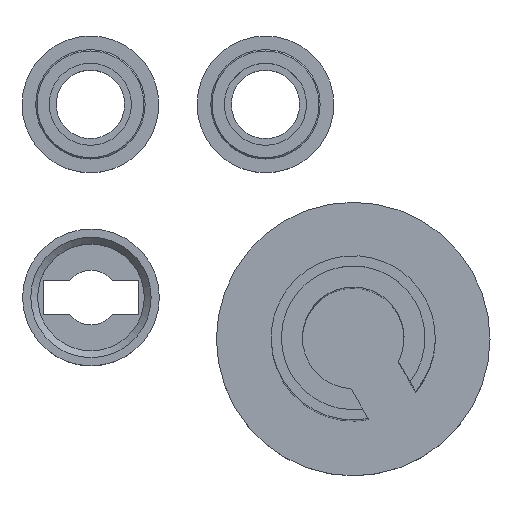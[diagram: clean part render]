
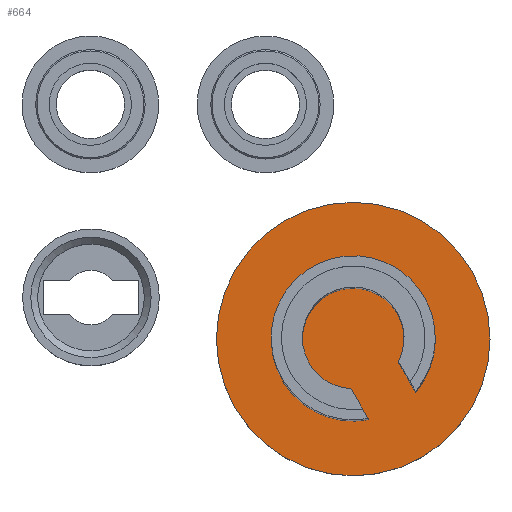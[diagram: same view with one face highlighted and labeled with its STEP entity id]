
A CAD part, top view. The second image highlights one B-rep face of the part: STEP entity #664.
In plain terms, the highlighted planar face has unit normal (0, 0, 1).
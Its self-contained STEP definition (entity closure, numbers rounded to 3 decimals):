
#664 = ADVANCED_FACE('',(#665,#701),#678,.F.);
#665 = FACE_BOUND('',#666,.T.);
#666 = EDGE_LOOP('',(#667));
#667 = ORIENTED_EDGE('',*,*,#668,.F.);
#668 = EDGE_CURVE('',#669,#669,#671,.T.);
#669 = VERTEX_POINT('',#670);
#670 = CARTESIAN_POINT('',(32.876,-7.16,5.5));
#671 = SURFACE_CURVE('',#672,(#677,#689),.PCURVE_S1.);
#672 = CIRCLE('',#673,10.);
#673 = AXIS2_PLACEMENT_3D('',#674,#675,#676);
#674 = CARTESIAN_POINT('',(24.216,-12.16,5.5));
#675 = DIRECTION('',(0.,0.,-1.));
#676 = DIRECTION('',(-0.866,-0.5,0.));
#677 = PCURVE('',#678,#683);
#678 = PLANE('',#679);
#679 = AXIS2_PLACEMENT_3D('',#680,#681,#682);
#680 = CARTESIAN_POINT('',(24.216,-12.16,5.5));
#681 = DIRECTION('',(0.,0.,-1.));
#682 = DIRECTION('',(-0.866,-0.5,0.));
#683 = DEFINITIONAL_REPRESENTATION('',(#684),#688);
#684 = CIRCLE('',#685,10.);
#685 = AXIS2_PLACEMENT_2D('',#686,#687);
#686 = CARTESIAN_POINT('',(0.,0.));
#687 = DIRECTION('',(1.,0.));
#688 = ( GEOMETRIC_REPRESENTATION_CONTEXT(2) 
PARAMETRIC_REPRESENTATION_CONTEXT() REPRESENTATION_CONTEXT('2D SPACE',''
  ) );
#689 = PCURVE('',#690,#695);
#690 = CYLINDRICAL_SURFACE('',#691,10.);
#691 = AXIS2_PLACEMENT_3D('',#692,#693,#694);
#692 = CARTESIAN_POINT('',(24.216,-12.16,5.5));
#693 = DIRECTION('',(0.,0.,-1.));
#694 = DIRECTION('',(-0.866,-0.5,0.));
#695 = DEFINITIONAL_REPRESENTATION('',(#696),#700);
#696 = LINE('',#697,#698);
#697 = CARTESIAN_POINT('',(-6.283,0.));
#698 = VECTOR('',#699,1.);
#699 = DIRECTION('',(1.,0.));
#700 = ( GEOMETRIC_REPRESENTATION_CONTEXT(2) 
PARAMETRIC_REPRESENTATION_CONTEXT() REPRESENTATION_CONTEXT('2D SPACE',''
  ) );
#701 = FACE_BOUND('',#702,.T.);
#702 = EDGE_LOOP('',(#703,#734,#762,#795));
#703 = ORIENTED_EDGE('',*,*,#704,.T.);
#704 = EDGE_CURVE('',#705,#707,#709,.T.);
#705 = VERTEX_POINT('',#706);
#706 = CARTESIAN_POINT('',(25.312,-18.059,5.5));
#707 = VERTEX_POINT('',#708);
#708 = CARTESIAN_POINT('',(28.776,-16.059,5.5));
#709 = SURFACE_CURVE('',#710,(#715,#722),.PCURVE_S1.);
#710 = CIRCLE('',#711,6.);
#711 = AXIS2_PLACEMENT_3D('',#712,#713,#714);
#712 = CARTESIAN_POINT('',(24.216,-12.16,5.5));
#713 = DIRECTION('',(0.,0.,-1.));
#714 = DIRECTION('',(-0.866,-0.5,0.));
#715 = PCURVE('',#678,#716);
#716 = DEFINITIONAL_REPRESENTATION('',(#717),#721);
#717 = CIRCLE('',#718,6.);
#718 = AXIS2_PLACEMENT_2D('',#719,#720);
#719 = CARTESIAN_POINT('',(0.,0.));
#720 = DIRECTION('',(1.,0.));
#721 = ( GEOMETRIC_REPRESENTATION_CONTEXT(2) 
PARAMETRIC_REPRESENTATION_CONTEXT() REPRESENTATION_CONTEXT('2D SPACE',''
  ) );
#722 = PCURVE('',#723,#728);
#723 = CYLINDRICAL_SURFACE('',#724,6.);
#724 = AXIS2_PLACEMENT_3D('',#725,#726,#727);
#725 = CARTESIAN_POINT('',(24.216,-12.16,55.5));
#726 = DIRECTION('',(0.,0.,1.));
#727 = DIRECTION('',(-0.5,0.866,0.));
#728 = DEFINITIONAL_REPRESENTATION('',(#729),#733);
#729 = LINE('',#730,#731);
#730 = CARTESIAN_POINT('',(14.137,-50.));
#731 = VECTOR('',#732,1.);
#732 = DIRECTION('',(-1.,0.));
#733 = ( GEOMETRIC_REPRESENTATION_CONTEXT(2) 
PARAMETRIC_REPRESENTATION_CONTEXT() REPRESENTATION_CONTEXT('2D SPACE',''
  ) );
#734 = ORIENTED_EDGE('',*,*,#735,.T.);
#735 = EDGE_CURVE('',#707,#736,#738,.T.);
#736 = VERTEX_POINT('',#737);
#737 = CARTESIAN_POINT('',(27.514,-13.873,5.5));
#738 = SURFACE_CURVE('',#739,(#743,#750),.PCURVE_S1.);
#739 = LINE('',#740,#741);
#740 = CARTESIAN_POINT('',(23.005,-6.064,5.5));
#741 = VECTOR('',#742,1.);
#742 = DIRECTION('',(-0.5,0.866,0.));
#743 = PCURVE('',#678,#744);
#744 = DEFINITIONAL_REPRESENTATION('',(#745),#749);
#745 = LINE('',#746,#747);
#746 = CARTESIAN_POINT('',(-2.,5.885));
#747 = VECTOR('',#748,1.);
#748 = DIRECTION('',(0.,1.));
#749 = ( GEOMETRIC_REPRESENTATION_CONTEXT(2) 
PARAMETRIC_REPRESENTATION_CONTEXT() REPRESENTATION_CONTEXT('2D SPACE',''
  ) );
#750 = PCURVE('',#751,#756);
#751 = PLANE('',#752);
#752 = AXIS2_PLACEMENT_3D('',#753,#754,#755);
#753 = CARTESIAN_POINT('',(28.375,-15.364,55.5));
#754 = DIRECTION('',(-0.866,-0.5,0.));
#755 = DIRECTION('',(0.5,-0.866,0.));
#756 = DEFINITIONAL_REPRESENTATION('',(#757),#761);
#757 = LINE('',#758,#759);
#758 = CARTESIAN_POINT('',(-10.739,-50.));
#759 = VECTOR('',#760,1.);
#760 = DIRECTION('',(-1.,0.));
#761 = ( GEOMETRIC_REPRESENTATION_CONTEXT(2) 
PARAMETRIC_REPRESENTATION_CONTEXT() REPRESENTATION_CONTEXT('2D SPACE',''
  ) );
#762 = ORIENTED_EDGE('',*,*,#763,.T.);
#763 = EDGE_CURVE('',#736,#764,#766,.T.);
#764 = VERTEX_POINT('',#765);
#765 = CARTESIAN_POINT('',(24.05,-15.873,5.5));
#766 = SURFACE_CURVE('',#767,(#772,#783),.PCURVE_S1.);
#767 = CIRCLE('',#768,3.717);
#768 = AXIS2_PLACEMENT_3D('',#769,#770,#771);
#769 = CARTESIAN_POINT('',(24.216,-12.16,5.5));
#770 = DIRECTION('',(0.,0.,1.));
#771 = DIRECTION('',(-0.866,-0.5,0.));
#772 = PCURVE('',#678,#773);
#773 = DEFINITIONAL_REPRESENTATION('',(#774),#782);
#774 = ( BOUNDED_CURVE() B_SPLINE_CURVE(2,(#775,#776,#777,#778,#779,#780
,#781),.UNSPECIFIED.,.T.,.F.) B_SPLINE_CURVE_WITH_KNOTS((1,2,2,2,2,1),(
    -2.094,0.,2.094,4.189,6.283,
8.378),.UNSPECIFIED.) CURVE() GEOMETRIC_REPRESENTATION_ITEM() 
RATIONAL_B_SPLINE_CURVE((1.,0.5,1.,0.5,1.,0.5,1.)) REPRESENTATION_ITEM(
  '') );
#775 = CARTESIAN_POINT('',(3.717,0.));
#776 = CARTESIAN_POINT('',(3.717,-6.437));
#777 = CARTESIAN_POINT('',(-1.858,-3.219));
#778 = CARTESIAN_POINT('',(-7.433,0.));
#779 = CARTESIAN_POINT('',(-1.858,3.219));
#780 = CARTESIAN_POINT('',(3.717,6.437));
#781 = CARTESIAN_POINT('',(3.717,0.));
#782 = ( GEOMETRIC_REPRESENTATION_CONTEXT(2) 
PARAMETRIC_REPRESENTATION_CONTEXT() REPRESENTATION_CONTEXT('2D SPACE',''
  ) );
#783 = PCURVE('',#784,#789);
#784 = CYLINDRICAL_SURFACE('',#785,3.717);
#785 = AXIS2_PLACEMENT_3D('',#786,#787,#788);
#786 = CARTESIAN_POINT('',(24.216,-12.16,55.5));
#787 = DIRECTION('',(0.,0.,-1.));
#788 = DIRECTION('',(-0.5,0.866,0.));
#789 = DEFINITIONAL_REPRESENTATION('',(#790),#794);
#790 = LINE('',#791,#792);
#791 = CARTESIAN_POINT('',(4.712,50.));
#792 = VECTOR('',#793,1.);
#793 = DIRECTION('',(-1.,0.));
#794 = ( GEOMETRIC_REPRESENTATION_CONTEXT(2) 
PARAMETRIC_REPRESENTATION_CONTEXT() REPRESENTATION_CONTEXT('2D SPACE',''
  ) );
#795 = ORIENTED_EDGE('',*,*,#796,.T.);
#796 = EDGE_CURVE('',#764,#705,#797,.T.);
#797 = SURFACE_CURVE('',#798,(#802,#809),.PCURVE_S1.);
#798 = LINE('',#799,#800);
#799 = CARTESIAN_POINT('',(25.426,-18.257,5.5));
#800 = VECTOR('',#801,1.);
#801 = DIRECTION('',(0.5,-0.866,0.));
#802 = PCURVE('',#678,#803);
#803 = DEFINITIONAL_REPRESENTATION('',(#804),#808);
#804 = LINE('',#805,#806);
#805 = CARTESIAN_POINT('',(2.,-5.885));
#806 = VECTOR('',#807,1.);
#807 = DIRECTION('',(0.,-1.));
#808 = ( GEOMETRIC_REPRESENTATION_CONTEXT(2) 
PARAMETRIC_REPRESENTATION_CONTEXT() REPRESENTATION_CONTEXT('2D SPACE',''
  ) );
#809 = PCURVE('',#810,#815);
#810 = PLANE('',#811);
#811 = AXIS2_PLACEMENT_3D('',#812,#813,#814);
#812 = CARTESIAN_POINT('',(25.312,-18.059,55.5));
#813 = DIRECTION('',(0.866,0.5,0.));
#814 = DIRECTION('',(-0.5,0.866,0.));
#815 = DEFINITIONAL_REPRESENTATION('',(#816),#820);
#816 = LINE('',#817,#818);
#817 = CARTESIAN_POINT('',(-0.228,-50.));
#818 = VECTOR('',#819,1.);
#819 = DIRECTION('',(-1.,0.));
#820 = ( GEOMETRIC_REPRESENTATION_CONTEXT(2) 
PARAMETRIC_REPRESENTATION_CONTEXT() REPRESENTATION_CONTEXT('2D SPACE',''
  ) );
